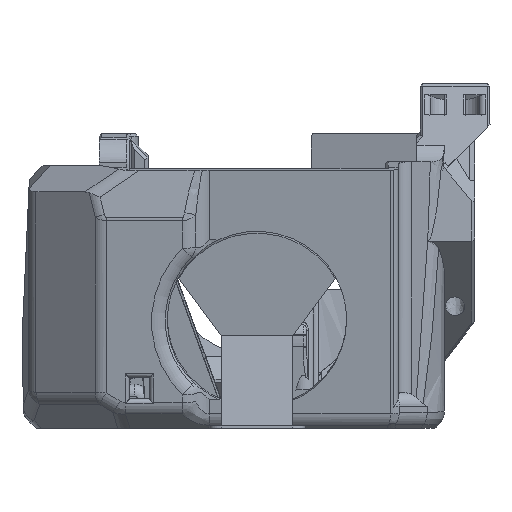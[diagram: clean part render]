
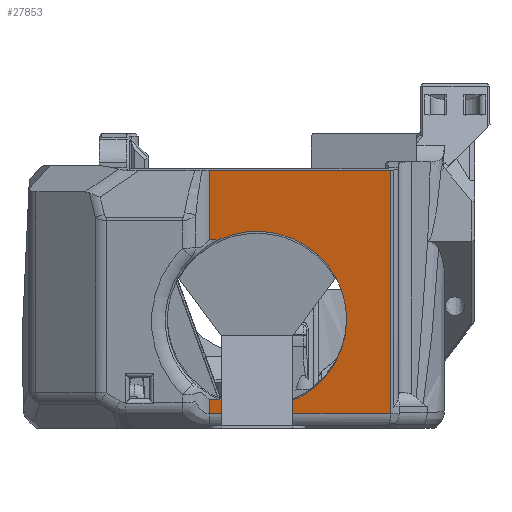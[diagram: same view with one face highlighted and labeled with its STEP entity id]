
A CAD part, left-side view. The second image highlights one B-rep face of the part: STEP entity #27853.
In plain terms, the highlighted planar face has unit normal (-0.985, 0, -0.174).
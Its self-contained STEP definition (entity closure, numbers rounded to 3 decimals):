
#1210=B_SPLINE_CURVE_WITH_KNOTS('',3,(#47900,#47901,#47902,#47903),
 .UNSPECIFIED.,.F.,.F.,(4,4),(0.,0.001),.UNSPECIFIED.);
#1219=B_SPLINE_CURVE_WITH_KNOTS('',3,(#48057,#48058,#48059,#48060),
 .UNSPECIFIED.,.F.,.F.,(4,4),(0.,0.001),.UNSPECIFIED.);
#2099=CIRCLE('',#30080,14.);
#7029=ORIENTED_EDGE('',*,*,#13737,.T.);
#7030=ORIENTED_EDGE('',*,*,#13804,.T.);
#7031=ORIENTED_EDGE('',*,*,#13799,.F.);
#7032=ORIENTED_EDGE('',*,*,#13805,.F.);
#7033=ORIENTED_EDGE('',*,*,#13806,.T.);
#7034=ORIENTED_EDGE('',*,*,#13807,.T.);
#7035=ORIENTED_EDGE('',*,*,#13808,.T.);
#7036=ORIENTED_EDGE('',*,*,#13740,.T.);
#7037=ORIENTED_EDGE('',*,*,#13738,.T.);
#13737=EDGE_CURVE('',#17217,#17288,#19602,.T.);
#13738=EDGE_CURVE('',#17289,#17217,#19603,.F.);
#13740=EDGE_CURVE('',#17290,#17289,#1210,.T.);
#13799=EDGE_CURVE('',#17330,#17331,#19646,.F.);
#13804=EDGE_CURVE('',#17288,#17331,#19648,.T.);
#13805=EDGE_CURVE('',#17334,#17330,#19649,.T.);
#13806=EDGE_CURVE('',#17334,#17335,#19650,.F.);
#13807=EDGE_CURVE('',#17335,#17336,#1219,.F.);
#13808=EDGE_CURVE('',#17336,#17290,#2099,.T.);
#17217=VERTEX_POINT('',#47619);
#17288=VERTEX_POINT('',#47867);
#17289=VERTEX_POINT('',#47871);
#17290=VERTEX_POINT('',#47904);
#17330=VERTEX_POINT('',#48040);
#17331=VERTEX_POINT('',#48041);
#17334=VERTEX_POINT('',#48054);
#17335=VERTEX_POINT('',#48056);
#17336=VERTEX_POINT('',#48061);
#19602=LINE('',#47868,#21940);
#19603=LINE('',#47870,#21941);
#19646=LINE('',#48039,#21984);
#19648=LINE('',#48052,#21986);
#19649=LINE('',#48053,#21987);
#19650=LINE('',#48055,#21988);
#21940=VECTOR('',#35155,1000.);
#21941=VECTOR('',#35158,1000.);
#21984=VECTOR('',#35247,1000.);
#21986=VECTOR('',#35255,1000.);
#21987=VECTOR('',#35256,1000.);
#21988=VECTOR('',#35257,1000.);
#23638=EDGE_LOOP('',(#7029,#7030,#7031,#7032,#7033,#7034,#7035,#7036,#7037));
#25364=FACE_BOUND('',#23638,.T.);
#26713=PLANE('',#30079);
#27853=ADVANCED_FACE('',(#25364),#26713,.F.);
#30079=AXIS2_PLACEMENT_3D('',#48051,#35253,#35254);
#30080=AXIS2_PLACEMENT_3D('',#48062,#35258,#35259);
#35155=DIRECTION('',(0.,-1.,0.));
#35158=DIRECTION('',(-0.174,0.,0.985));
#35247=DIRECTION('',(-0.174,0.,0.985));
#35253=DIRECTION('',(0.985,0.,0.174));
#35254=DIRECTION('',(-0.174,0.,0.985));
#35255=DIRECTION('',(0.,-1.,0.));
#35256=DIRECTION('',(0.,-1.,0.));
#35257=DIRECTION('',(-0.174,0.,0.985));
#35258=DIRECTION('',(0.985,0.,0.174));
#35259=DIRECTION('',(-0.174,0.,0.985));
#47619=CARTESIAN_POINT('',(-27.864,12.27,2.262));
#47867=CARTESIAN_POINT('',(-27.864,-15.96,2.262));
#47868=CARTESIAN_POINT('',(-27.864,-14.655,2.262));
#47870=CARTESIAN_POINT('',(-31.185,12.27,21.099));
#47871=CARTESIAN_POINT('',(-28.255,12.27,4.482));
#47900=CARTESIAN_POINT('',(-28.27,10.952,4.562));
#47901=CARTESIAN_POINT('',(-28.27,11.393,4.564));
#47902=CARTESIAN_POINT('',(-28.265,11.833,4.537));
#47903=CARTESIAN_POINT('',(-28.255,12.27,4.482));
#47904=CARTESIAN_POINT('',(-28.27,10.952,4.562));
#48039=CARTESIAN_POINT('',(-7.663,-16.002,-112.301));
#48040=CARTESIAN_POINT('',(-34.572,-16.002,40.304));
#48041=CARTESIAN_POINT('',(-27.864,-16.002,2.262));
#48051=CARTESIAN_POINT('',(-31.185,24.853,21.099));
#48052=CARTESIAN_POINT('',(-27.864,-14.655,2.262));
#48053=CARTESIAN_POINT('',(-34.572,24.853,40.304));
#48054=CARTESIAN_POINT('',(-34.572,12.27,40.304));
#48055=CARTESIAN_POINT('',(-31.185,12.27,21.099));
#48056=CARTESIAN_POINT('',(-32.66,12.27,29.463));
#48057=CARTESIAN_POINT('',(-32.646,10.952,29.383));
#48058=CARTESIAN_POINT('',(-32.646,11.393,29.381));
#48059=CARTESIAN_POINT('',(-32.651,11.833,29.409));
#48060=CARTESIAN_POINT('',(-32.66,12.27,29.463));
#48061=CARTESIAN_POINT('',(-32.646,10.952,29.383));
#48062=CARTESIAN_POINT('',(-30.458,4.853,16.973));
